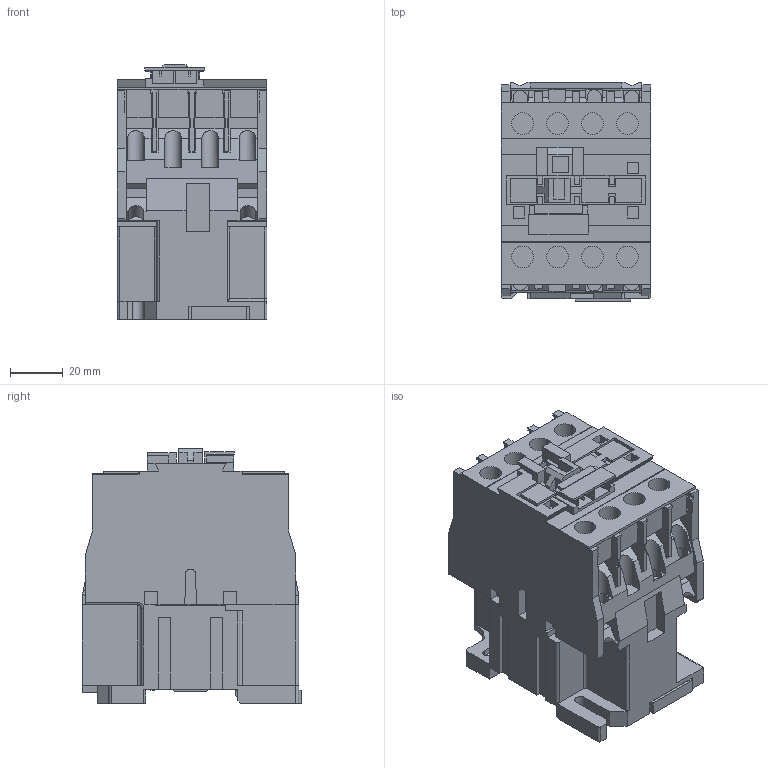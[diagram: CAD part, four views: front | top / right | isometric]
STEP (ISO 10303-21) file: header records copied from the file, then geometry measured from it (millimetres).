
FILE_DESCRIPTION (( 'STEP AP203' ), '1' );
FILE_NAME ('BLC2D2510-U6.STEP', '2015-03-01T04:32:09', ( '' ), ( '' ), 'SwSTEP 2.0', 'SolidWorks 2013', '' );
FILE_SCHEMA (( 'CONFIG_CONTROL_DESIGN' ));
Length unit declared in the file: millimetre
Products named in the file (1): BLC2D2510-U6
Bounding box: 56.5 x 82.7 x 96.2 mm (x, y, z)
Volume: 292918.1 mm3; surface area: 70382.4 mm2
Topology: 1 solids, 2 shells, 981 faces, 2871 edges, 1891 vertices
Faces by surface type: plane 880, cylinder 95, bspline 4, torus 2
Entity records: 32149 total; most frequent: CARTESIAN_POINT 5912, ORIENTED_EDGE 5742, DIRECTION 4956, EDGE_CURVE 2871, VECTOR 2654, LINE 2654, VERTEX_POINT 1891, AXIS2_PLACEMENT_3D 1151
